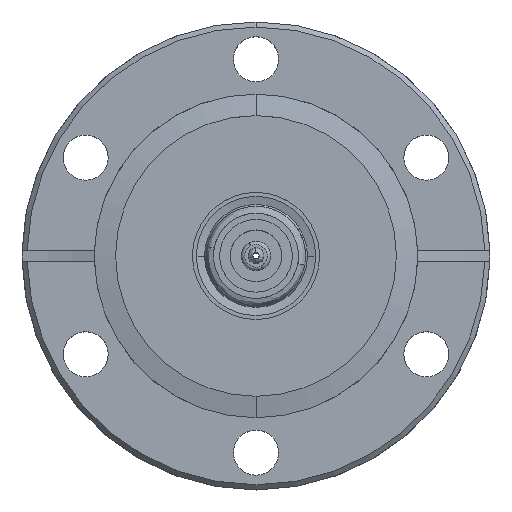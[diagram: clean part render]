
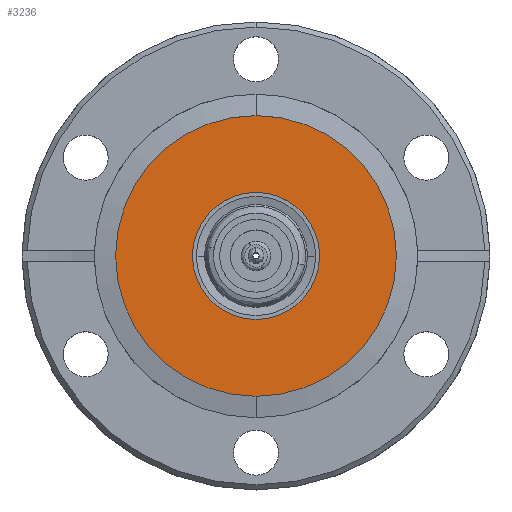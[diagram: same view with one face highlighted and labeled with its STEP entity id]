
A CAD part, top view. The second image highlights one B-rep face of the part: STEP entity #3236.
In plain terms, the highlighted planar face has unit normal (0, 0, 1).
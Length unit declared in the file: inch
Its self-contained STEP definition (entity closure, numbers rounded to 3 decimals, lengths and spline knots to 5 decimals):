
#49 = CIRCLE ( 'NONE', #53, 0.3735 ) ;
#53 = AXIS2_PLACEMENT_3D ( 'NONE', #361, #362, #363 ) ;
#154 = CARTESIAN_POINT ( 'NONE',  ( 0., 0., 0.395 ) ) ;
#158 = FACE_BOUND ( 'NONE', #1248, .T. ) ;
#159 = FACE_OUTER_BOUND ( 'NONE', #4376, .T. ) ;
#160 = PLANE ( 'NONE',  #1418 ) ;
#162 = DIRECTION ( 'NONE',  ( 0., 0., 1. ) ) ;
#163 = DIRECTION ( 'NONE',  ( 1., 0., 0. ) ) ;
#361 = CARTESIAN_POINT ( 'NONE',  ( 0., 0., 0.395 ) ) ;
#362 = DIRECTION ( 'NONE',  ( 0., 0., -1. ) ) ;
#363 = DIRECTION ( 'NONE',  ( 1., 0., 0. ) ) ;
#1248 = EDGE_LOOP ( 'NONE', ( #3755, #3761 ) ) ;
#1418 = AXIS2_PLACEMENT_3D ( 'NONE', #154, #162, #163 ) ;
#1449 = EDGE_CURVE ( 'NONE', #2293, #2297, #1508, .T. ) ;
#1499 = AXIS2_PLACEMENT_3D ( 'NONE', #4602, #4603, #4604 ) ;
#1508 = CIRCLE ( 'NONE', #1499, 0.825 ) ;
#2229 = VERTEX_POINT ( 'NONE', #6159 ) ;
#2293 = VERTEX_POINT ( 'NONE', #6189 ) ;
#2297 = VERTEX_POINT ( 'NONE', #6183 ) ;
#2301 = VERTEX_POINT ( 'NONE', #6194 ) ;
#3236 = ADVANCED_FACE ( 'NONE', ( #158, #159 ), #160, .T. ) ;
#3283 = EDGE_CURVE ( 'NONE', #2229, #2301, #49, .T. ) ;
#3749 = ORIENTED_EDGE ( 'NONE', *, *, #1449, .T. ) ;
#3751 = ORIENTED_EDGE ( 'NONE', *, *, #5099, .T. ) ;
#3755 = ORIENTED_EDGE ( 'NONE', *, *, #3283, .T. ) ;
#3761 = ORIENTED_EDGE ( 'NONE', *, *, #5094, .T. ) ;
#4376 = EDGE_LOOP ( 'NONE', ( #3751, #3749 ) ) ;
#4602 = CARTESIAN_POINT ( 'NONE',  ( 0., 0., 0.395 ) ) ;
#4603 = DIRECTION ( 'NONE',  ( 0., 0., 1. ) ) ;
#4604 = DIRECTION ( 'NONE',  ( 0., -1., 0. ) ) ;
#5094 = EDGE_CURVE ( 'NONE', #2301, #2229, #7817, .T. ) ;
#5099 = EDGE_CURVE ( 'NONE', #2297, #2293, #7825, .T. ) ;
#5472 = CARTESIAN_POINT ( 'NONE',  ( 0., 0., 0.395 ) ) ;
#5473 = DIRECTION ( 'NONE',  ( 0., 0., -1. ) ) ;
#5474 = DIRECTION ( 'NONE',  ( 1., 0., 0. ) ) ;
#5479 = CARTESIAN_POINT ( 'NONE',  ( 0., 0., 0.395 ) ) ;
#5480 = DIRECTION ( 'NONE',  ( 0., 0., 1. ) ) ;
#5481 = DIRECTION ( 'NONE',  ( 0., -1., 0. ) ) ;
#6159 = CARTESIAN_POINT ( 'NONE',  ( 0.3735, 0., 0.395 ) ) ;
#6183 = CARTESIAN_POINT ( 'NONE',  ( 0., -0.825, 0.395 ) ) ;
#6189 = CARTESIAN_POINT ( 'NONE',  ( 0., 0.825, 0.395 ) ) ;
#6194 = CARTESIAN_POINT ( 'NONE',  ( -0.3735, 0., 0.395 ) ) ;
#7817 = CIRCLE ( 'NONE', #7824, 0.3735 ) ;
#7824 = AXIS2_PLACEMENT_3D ( 'NONE', #5472, #5473, #5474 ) ;
#7825 = CIRCLE ( 'NONE', #7828, 0.825 ) ;
#7828 = AXIS2_PLACEMENT_3D ( 'NONE', #5479, #5480, #5481 ) ;
